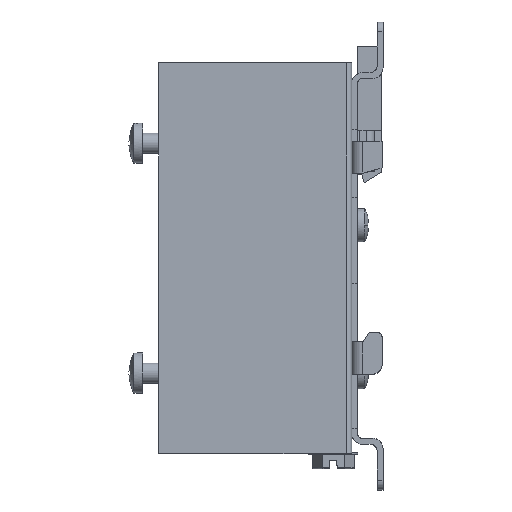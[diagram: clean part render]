
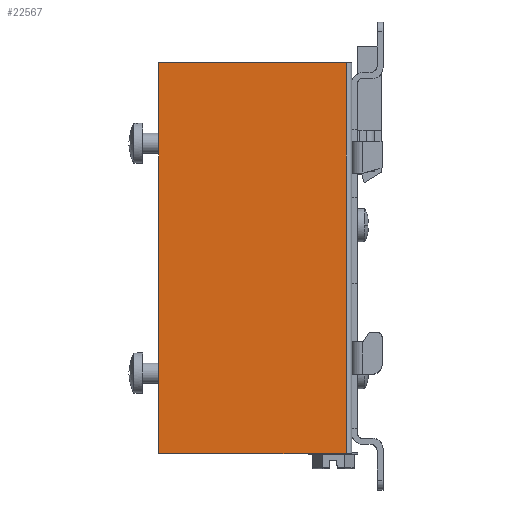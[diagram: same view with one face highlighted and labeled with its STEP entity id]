
A CAD part, left-side view. The second image highlights one B-rep face of the part: STEP entity #22567.
In plain terms, the highlighted planar face has unit normal (-1, 0, 0).
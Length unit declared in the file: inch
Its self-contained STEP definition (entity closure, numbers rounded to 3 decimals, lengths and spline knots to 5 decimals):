
#1470 = FACE_OUTER_BOUND ( 'NONE', #58320, .T. ) ;
#3449 = VERTEX_POINT ( 'NONE', #5051 ) ;
#3450 = VERTEX_POINT ( 'NONE', #5052 ) ;
#3451 = VERTEX_POINT ( 'NONE', #5053 ) ;
#3452 = VERTEX_POINT ( 'NONE', #5054 ) ;
#5051 = CARTESIAN_POINT ( 'NONE',  ( -0.886, -1.53, 0. ) ) ;
#5052 = CARTESIAN_POINT ( 'NONE',  ( -0.886, 0., 0. ) ) ;
#5053 = CARTESIAN_POINT ( 'NONE',  ( -0.886, 0., -3.189 ) ) ;
#5054 = CARTESIAN_POINT ( 'NONE',  ( -0.886, -1.53, -3.189 ) ) ;
#17648 = AXIS2_PLACEMENT_3D ( 'NONE', #18538, #18539, #18540 ) ;
#18537 = PLANE ( 'NONE',  #17648 ) ;
#18538 = CARTESIAN_POINT ( 'NONE',  ( -0.886, -1.53, -3.189 ) ) ;
#18539 = DIRECTION ( 'NONE',  ( -1., 0., 0. ) ) ;
#18540 = DIRECTION ( 'NONE',  ( 0., 0., 1. ) ) ;
#19831 = EDGE_CURVE ( 'NONE', #3452, #3449, #26784, .T. ) ;
#19832 = EDGE_CURVE ( 'NONE', #3451, #3452, #26786, .T. ) ;
#19833 = EDGE_CURVE ( 'NONE', #3449, #3450, #26788, .T. ) ;
#19834 = EDGE_CURVE ( 'NONE', #3450, #3451, #26790, .T. ) ;
#22567 = ADVANCED_FACE ( 'NONE', ( #1470 ), #18537, .T. ) ;
#24872 = VECTOR ( 'NONE', #56444, 39.37008 ) ;
#24873 = VECTOR ( 'NONE', #56449, 39.37008 ) ;
#24874 = VECTOR ( 'NONE', #56453, 39.37008 ) ;
#24875 = VECTOR ( 'NONE', #56457, 39.37008 ) ;
#26784 = LINE ( 'NONE', #56443, #24872 ) ;
#26786 = LINE ( 'NONE', #56447, #24873 ) ;
#26788 = LINE ( 'NONE', #56451, #24874 ) ;
#26790 = LINE ( 'NONE', #56455, #24875 ) ;
#56443 = CARTESIAN_POINT ( 'NONE',  ( -0.886, -1.53, -1.5945 ) ) ;
#56444 = DIRECTION ( 'NONE',  ( 0., 0., 1. ) ) ;
#56447 = CARTESIAN_POINT ( 'NONE',  ( -0.886, -0.765, -3.189 ) ) ;
#56449 = DIRECTION ( 'NONE',  ( 0., -1., 0. ) ) ;
#56451 = CARTESIAN_POINT ( 'NONE',  ( -0.886, -0.765, 0. ) ) ;
#56453 = DIRECTION ( 'NONE',  ( 0., 1., 0. ) ) ;
#56455 = CARTESIAN_POINT ( 'NONE',  ( -0.886, 0., -1.5945 ) ) ;
#56457 = DIRECTION ( 'NONE',  ( 0., 0., -1. ) ) ;
#58320 = EDGE_LOOP ( 'NONE', ( #59071, #59073, #59072, #59074 ) ) ;
#59071 = ORIENTED_EDGE ( 'NONE', *, *, #19833, .T. ) ;
#59072 = ORIENTED_EDGE ( 'NONE', *, *, #19832, .T. ) ;
#59073 = ORIENTED_EDGE ( 'NONE', *, *, #19834, .T. ) ;
#59074 = ORIENTED_EDGE ( 'NONE', *, *, #19831, .T. ) ;
